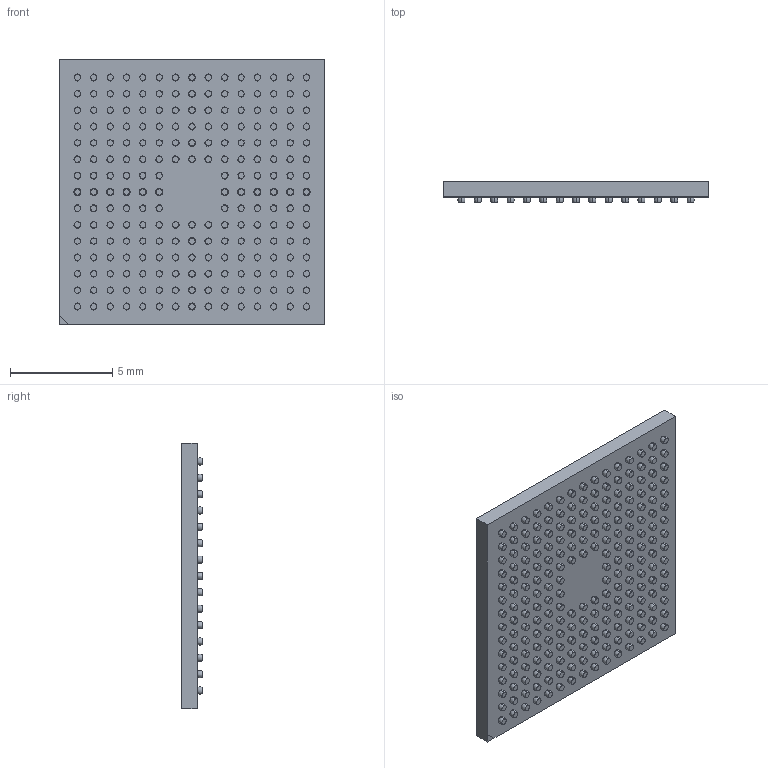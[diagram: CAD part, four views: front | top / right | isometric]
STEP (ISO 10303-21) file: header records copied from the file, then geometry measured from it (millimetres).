
FILE_DESCRIPTION (( 'STEP AP214' ), '1' );
FILE_NAME ('TFBGA-216_13x13_0.8.step', '2018-11-03T15:16:22+00:00', 'Stefan Hamminga', '', '', '', '');
FILE_SCHEMA (( 'AUTOMOTIVE_DESIGN' ));
Length unit declared in the file: millimetre
Products named in the file (1): TFBGA-216_13x13_0.8
Bounding box: 13 x 1.01 x 13 mm (x, y, z)
Volume: 133.2 mm3; surface area: 466.1 mm2
Topology: 217 solids, 217 shells, 872 faces, 1313 edges, 876 vertices
Faces by surface type: plane 440, torus 432
Entity records: 22091 total; most frequent: DIRECTION 4357, CARTESIAN_POINT 3062, ORIENTED_EDGE 2626, AXIS2_PLACEMENT_3D 2171, EDGE_CURVE 1313, CIRCLE 1298, VERTEX_POINT 876, EDGE_LOOP 873
